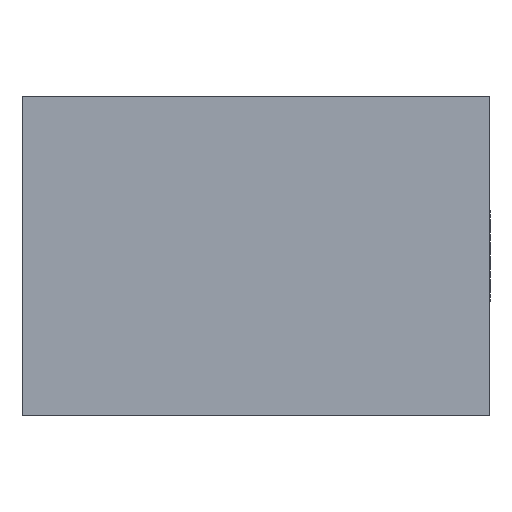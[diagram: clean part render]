
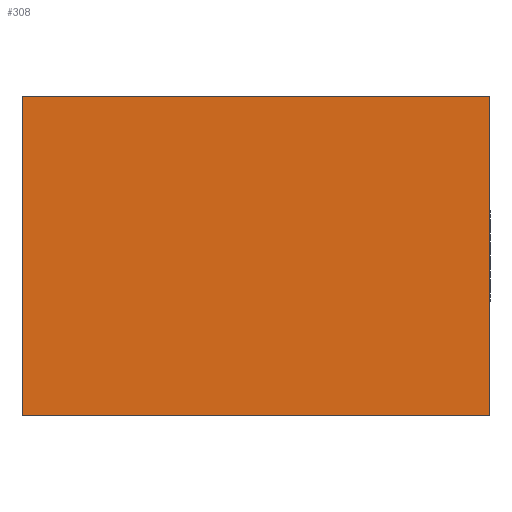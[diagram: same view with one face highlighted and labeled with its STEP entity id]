
A CAD part, left-side view. The second image highlights one B-rep face of the part: STEP entity #308.
In plain terms, the highlighted planar face has unit normal (-1, 0, 0).
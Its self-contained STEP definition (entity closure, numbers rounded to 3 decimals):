
#16=LINE($,#447,#46);
#39=LINE($,#494,#69);
#41=LINE($,#497,#71);
#42=LINE($,#498,#72);
#46=VECTOR($,#369,15.);
#69=VECTOR($,#408,15.);
#71=VECTOR($,#412,22.);
#72=VECTOR($,#413,22.);
#82=PLANE($,#335);
#110=FACE_OUTER_BOUND($,#138,.T.);
#138=EDGE_LOOP($,(#267,#268,#269,#270));
#157=VERTEX_POINT($,#440);
#160=VERTEX_POINT($,#445);
#175=VERTEX_POINT($,#491);
#176=VERTEX_POINT($,#493);
#188=EDGE_CURVE($,#160,#157,#16,.T.);
#211=EDGE_CURVE($,#176,#175,#39,.T.);
#213=EDGE_CURVE($,#175,#157,#41,.T.);
#214=EDGE_CURVE($,#160,#176,#42,.T.);
#267=ORIENTED_EDGE($,*,*,#213,.T.);
#268=ORIENTED_EDGE($,*,*,#188,.F.);
#269=ORIENTED_EDGE($,*,*,#214,.T.);
#270=ORIENTED_EDGE($,*,*,#211,.T.);
#308=ADVANCED_FACE($,(#110),#82,.T.);
#335=AXIS2_PLACEMENT_3D($,#496,#410,#411);
#369=DIRECTION($,(0.,0.,1.));
#408=DIRECTION($,(0.,0.,1.));
#410=DIRECTION('center_axis',(-1.,0.,0.));
#411=DIRECTION('ref_axis',(0.,0.,1.));
#412=DIRECTION($,(0.,1.,0.));
#413=DIRECTION($,(0.,-1.,0.));
#440=CARTESIAN_POINT('',(-36.965,19.732,15.));
#445=CARTESIAN_POINT('',(-36.965,19.732,0.));
#447=CARTESIAN_POINT($,(-36.965,19.732,0.));
#491=CARTESIAN_POINT('',(-36.965,-2.268,15.));
#493=CARTESIAN_POINT('',(-36.965,-2.268,0.));
#494=CARTESIAN_POINT($,(-36.965,-2.268,0.));
#496=CARTESIAN_POINT('Origin',(-36.965,-2.268,0.));
#497=CARTESIAN_POINT($,(-36.965,19.732,15.));
#498=CARTESIAN_POINT($,(-36.965,19.732,0.));
